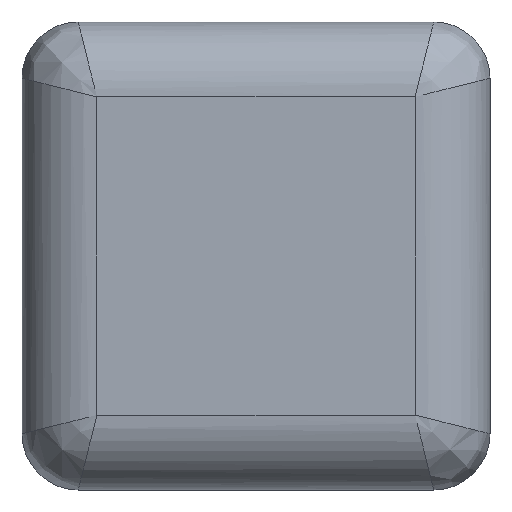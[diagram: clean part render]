
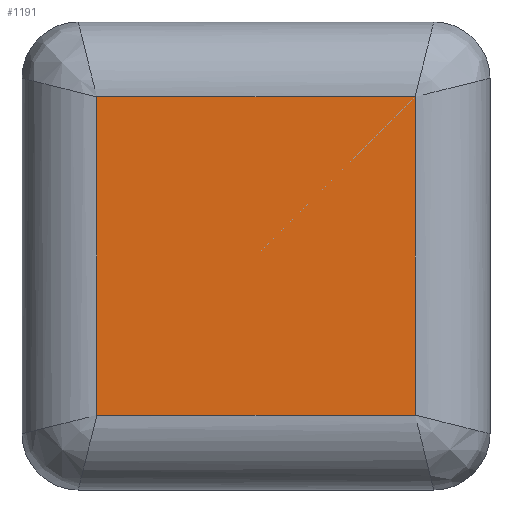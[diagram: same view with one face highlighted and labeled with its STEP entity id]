
A CAD part, left-side view. The second image highlights one B-rep face of the part: STEP entity #1191.
In plain terms, the highlighted planar face has unit normal (-1, 0, 0).
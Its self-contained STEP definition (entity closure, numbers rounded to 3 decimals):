
#17 = EDGE_CURVE ( 'NONE', #1579, #2327, #2667, .T. ) ;
#329 = VECTOR ( 'NONE', #470, 1000. ) ;
#413 = DIRECTION ( 'NONE',  ( 0., 1., 0. ) ) ;
#432 = VECTOR ( 'NONE', #413, 1000. ) ;
#463 = CARTESIAN_POINT ( 'NONE',  ( -0.5, -0.25, 0.5 ) ) ;
#470 = DIRECTION ( 'NONE',  ( 0., 0., 1. ) ) ;
#589 = LINE ( 'NONE', #613, #2178 ) ;
#613 = CARTESIAN_POINT ( 'NONE',  ( -0.5, 0.17, 0.5 ) ) ;
#682 = DIRECTION ( 'NONE',  ( 0., 0., -1. ) ) ;
#687 = CARTESIAN_POINT ( 'NONE',  ( -0.5, -0.17, 0.5 ) ) ;
#792 = AXIS2_PLACEMENT_3D ( 'NONE', #463, #1912, #682 ) ;
#809 = ORIENTED_EDGE ( 'NONE', *, *, #17, .T. ) ;
#828 = LINE ( 'NONE', #1510, #2427 ) ;
#919 = EDGE_CURVE ( 'NONE', #1091, #1579, #2555, .T. ) ;
#1017 = EDGE_CURVE ( 'NONE', #2327, #1311, #589, .T. ) ;
#1035 = CARTESIAN_POINT ( 'NONE',  ( -0.5, -0.25, 0.42 ) ) ;
#1045 = FACE_OUTER_BOUND ( 'NONE', #1632, .T. ) ;
#1091 = VERTEX_POINT ( 'NONE', #1860 ) ;
#1191 = ADVANCED_FACE ( 'NONE', ( #1045 ), #2340, .F. ) ;
#1248 = ORIENTED_EDGE ( 'NONE', *, *, #919, .T. ) ;
#1311 = VERTEX_POINT ( 'NONE', #1965 ) ;
#1475 = CARTESIAN_POINT ( 'NONE',  ( -0.5, -0.17, 0.42 ) ) ;
#1510 = CARTESIAN_POINT ( 'NONE',  ( -0.5, 0., 0.08 ) ) ;
#1579 = VERTEX_POINT ( 'NONE', #1475 ) ;
#1632 = EDGE_LOOP ( 'NONE', ( #2070, #1698, #1248, #809 ) ) ;
#1698 = ORIENTED_EDGE ( 'NONE', *, *, #2133, .T. ) ;
#1709 = DIRECTION ( 'NONE',  ( 0., -1., 0. ) ) ;
#1811 = CARTESIAN_POINT ( 'NONE',  ( -0.5, 0.17, 0.42 ) ) ;
#1860 = CARTESIAN_POINT ( 'NONE',  ( -0.5, -0.17, 0.08 ) ) ;
#1912 = DIRECTION ( 'NONE',  ( 1., 0., 0. ) ) ;
#1965 = CARTESIAN_POINT ( 'NONE',  ( -0.5, 0.17, 0.08 ) ) ;
#2067 = DIRECTION ( 'NONE',  ( 0., 0., -1. ) ) ;
#2070 = ORIENTED_EDGE ( 'NONE', *, *, #1017, .T. ) ;
#2133 = EDGE_CURVE ( 'NONE', #1311, #1091, #828, .T. ) ;
#2178 = VECTOR ( 'NONE', #2067, 1000. ) ;
#2327 = VERTEX_POINT ( 'NONE', #1811 ) ;
#2340 = PLANE ( 'NONE',  #792 ) ;
#2427 = VECTOR ( 'NONE', #1709, 1000. ) ;
#2555 = LINE ( 'NONE', #687, #329 ) ;
#2667 = LINE ( 'NONE', #1035, #432 ) ;
